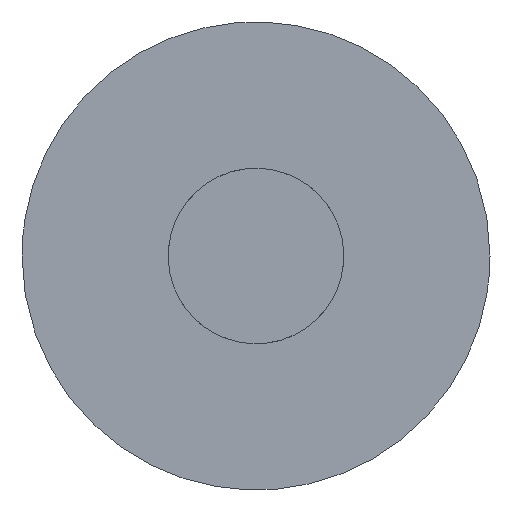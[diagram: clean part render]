
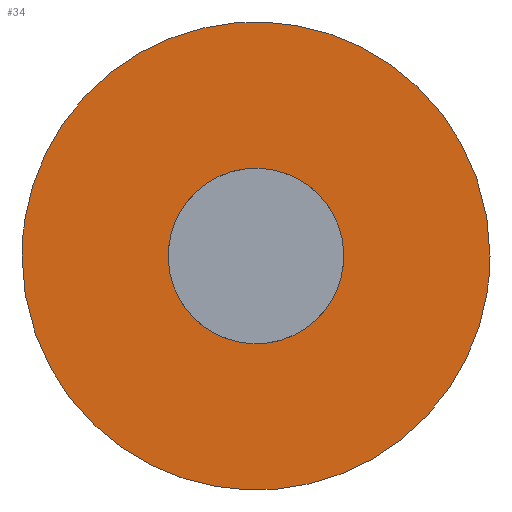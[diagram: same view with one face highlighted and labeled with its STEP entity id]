
A CAD part, left-side view. The second image highlights one B-rep face of the part: STEP entity #34.
In plain terms, the highlighted planar face has unit normal (-1, 0, 0).
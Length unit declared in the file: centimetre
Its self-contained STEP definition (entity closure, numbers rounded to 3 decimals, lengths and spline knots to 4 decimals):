
#34=ADVANCED_FACE('',(#50),#187,.T.);
#50=FACE_OUTER_BOUND('',#66,.T.);
#66=EDGE_LOOP('',(#110,#111));
#110=ORIENTED_EDGE('',*,*,#136,.T.);
#111=ORIENTED_EDGE('',*,*,#139,.T.);
#136=EDGE_CURVE('',#177,#179,#160,.T.);
#139=EDGE_CURVE('',#179,#177,#163,.T.);
#160=(
BOUNDED_CURVE()
B_SPLINE_CURVE(2,(#433,#434,#435,#436,#437),.UNSPECIFIED.,.F.,.F.)
B_SPLINE_CURVE_WITH_KNOTS((3,2,3),(-25.1327,-18.8496,
-12.5664),.UNSPECIFIED.)
CURVE()
GEOMETRIC_REPRESENTATION_ITEM()
RATIONAL_B_SPLINE_CURVE((1.,0.707,1.,0.707,1.))
REPRESENTATION_ITEM('')
);
#163=(
BOUNDED_CURVE()
B_SPLINE_CURVE(2,(#445,#446,#447,#448,#449),.UNSPECIFIED.,.F.,.F.)
B_SPLINE_CURVE_WITH_KNOTS((3,2,3),(-12.5664,-6.2832,
0.),.UNSPECIFIED.)
CURVE()
GEOMETRIC_REPRESENTATION_ITEM()
RATIONAL_B_SPLINE_CURVE((1.,0.707,1.,0.707,1.))
REPRESENTATION_ITEM('')
);
#177=VERTEX_POINT('',#423);
#179=VERTEX_POINT('',#425);
#187=PLANE('',#298);
#298=AXIS2_PLACEMENT_3D('',#420,#317,$);
#317=DIRECTION('',(-1.,0.,0.));
#420=CARTESIAN_POINT('',(-58.5,5.,-7.));
#423=CARTESIAN_POINT('',(-58.5,4.,-2.));
#425=CARTESIAN_POINT('',(-58.5,-4.,-2.));
#433=CARTESIAN_POINT('',(-58.5,4.,-2.));
#434=CARTESIAN_POINT('',(-58.5,4.,-6.));
#435=CARTESIAN_POINT('',(-58.5,0.,-6.));
#436=CARTESIAN_POINT('',(-58.5,-4.,-6.));
#437=CARTESIAN_POINT('',(-58.5,-4.,-2.));
#445=CARTESIAN_POINT('',(-58.5,-4.,-2.));
#446=CARTESIAN_POINT('',(-58.5,-4.,2.));
#447=CARTESIAN_POINT('',(-58.5,0.,2.));
#448=CARTESIAN_POINT('',(-58.5,4.,2.));
#449=CARTESIAN_POINT('',(-58.5,4.,-2.));
